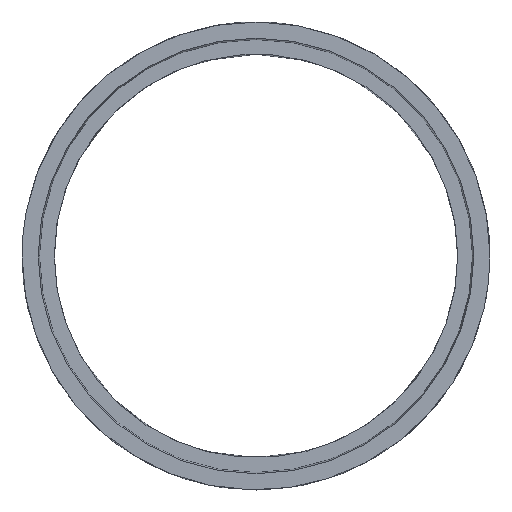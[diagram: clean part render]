
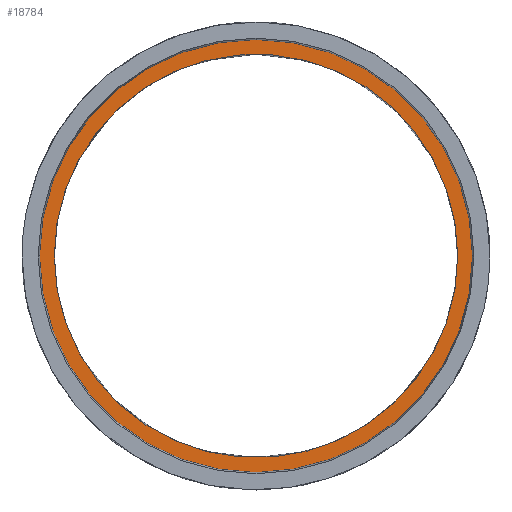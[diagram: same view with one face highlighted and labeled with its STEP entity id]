
A CAD part, top view. The second image highlights one B-rep face of the part: STEP entity #18784.
In plain terms, the highlighted planar face has unit normal (0, 0, 1).
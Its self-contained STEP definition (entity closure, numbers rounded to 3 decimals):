
#199 = PLANE ( 'NONE',  #16972 ) ;
#1135 = CARTESIAN_POINT ( 'NONE',  ( -670.978, 389.682, 250. ) ) ;
#1630 = ORIENTED_EDGE ( 'NONE', *, *, #19058, .T. ) ;
#2374 = CARTESIAN_POINT ( 'NONE',  ( -750., 0., 250. ) ) ;
#2926 = CIRCLE ( 'NONE', #14938, 805. ) ;
#3710 = CARTESIAN_POINT ( 'NONE',  ( 389.682, -670.978, 250. ) ) ;
#4361 = CARTESIAN_POINT ( 'NONE',  ( -750., 198.907, 250. ) ) ;
#4403 = B_SPLINE_CURVE_WITH_KNOTS ( 'NONE', 3,
 ( #12179, #15410, #12076, #20056, #5318, #18433, #3710, #10259, #18642, #16812, #7237, #11975, #17017, #14992 ),
 .UNSPECIFIED., .F., .F.,
 ( 4, 2, 2, 2, 1, 1, 1, 1, 4 ),
 ( 2.345, 2.931, 3.517, 4.103, 4.572, 4.601, 4.631, 4.66, 4.689 ),
 .UNSPECIFIED. ) ;
#4580 = CARTESIAN_POINT ( 'NONE',  ( 642.849, 417.811, 250. ) ) ;
#4721 = CARTESIAN_POINT ( 'NONE',  ( 750., 0., 250. ) ) ;
#5318 = CARTESIAN_POINT ( 'NONE',  ( -198.907, -750., 250. ) ) ;
#5930 = EDGE_LOOP ( 'NONE', ( #1630, #12667 ) ) ;
#5970 = CARTESIAN_POINT ( 'NONE',  ( 389.682, 670.978, 250. ) ) ;
#6099 = EDGE_CURVE ( 'NONE', #13130, #21103, #12030, .T. ) ;
#6187 = CARTESIAN_POINT ( 'NONE',  ( 749.605, 29.795, 250. ) ) ;
#6750 = CARTESIAN_POINT ( 'NONE',  ( 750., 0., 250. ) ) ;
#6988 = EDGE_CURVE ( 'NONE', #15169, #17806, #14329, .T. ) ;
#7237 = CARTESIAN_POINT ( 'NONE',  ( 747.84, -59.417, 250. ) ) ;
#7578 = CARTESIAN_POINT ( 'NONE',  ( 744.916, 88.853, 250. ) ) ;
#7691 = CARTESIAN_POINT ( 'NONE',  ( -750., 0., 250. ) ) ;
#7860 = CARTESIAN_POINT ( 'NONE',  ( 0., 0., 250. ) ) ;
#8688 = DIRECTION ( 'NONE',  ( 0., 0., -1. ) ) ;
#9301 = CARTESIAN_POINT ( 'NONE',  ( 198.907, 750., 250. ) ) ;
#9684 = EDGE_LOOP ( 'NONE', ( #18344, #18706 ) ) ;
#10259 = CARTESIAN_POINT ( 'NONE',  ( 642.849, -417.811, 250. ) ) ;
#10791 = CARTESIAN_POINT ( 'NONE',  ( 0., 0., 250. ) ) ;
#11134 = CARTESIAN_POINT ( 'NONE',  ( -389.682, 670.978, 250. ) ) ;
#11188 = DIRECTION ( 'NONE',  ( 0., 0., 1. ) ) ;
#11975 = CARTESIAN_POINT ( 'NONE',  ( 749.605, -29.795, 250. ) ) ;
#12030 = B_SPLINE_CURVE_WITH_KNOTS ( 'NONE', 3,
 ( #17247, #20926, #6187, #12746, #7578, #20705, #4580, #5970, #9301, #19081, #11134, #1135, #4361, #7691 ),
 .UNSPECIFIED., .F., .F.,
 ( 4, 1, 1, 1, 1, 2, 2, 2, 4 ),
 ( 0., 0.029, 0.059, 0.088, 0.117, 0.586, 1.172, 1.759, 2.345 ),
 .UNSPECIFIED. ) ;
#12076 = CARTESIAN_POINT ( 'NONE',  ( -670.978, -389.682, 250. ) ) ;
#12109 = CARTESIAN_POINT ( 'NONE',  ( 805., 0., 250. ) ) ;
#12179 = CARTESIAN_POINT ( 'NONE',  ( -750., 0., 250. ) ) ;
#12667 = ORIENTED_EDGE ( 'NONE', *, *, #6988, .T. ) ;
#12746 = CARTESIAN_POINT ( 'NONE',  ( 747.84, 59.417, 250. ) ) ;
#12946 = DIRECTION ( 'NONE',  ( 1., 0., 0. ) ) ;
#13130 = VERTEX_POINT ( 'NONE', #4721 ) ;
#13316 = DIRECTION ( 'NONE',  ( -1., 0., 0. ) ) ;
#14329 = CIRCLE ( 'NONE', #21203, 805. ) ;
#14920 = FACE_OUTER_BOUND ( 'NONE', #5930, .T. ) ;
#14938 = AXIS2_PLACEMENT_3D ( 'NONE', #10791, #17336, #12946 ) ;
#14992 = CARTESIAN_POINT ( 'NONE',  ( 750., 0., 250. ) ) ;
#15169 = VERTEX_POINT ( 'NONE', #15521 ) ;
#15410 = CARTESIAN_POINT ( 'NONE',  ( -750., -198.907, 250. ) ) ;
#15521 = CARTESIAN_POINT ( 'NONE',  ( -805., 0., 250. ) ) ;
#16812 = CARTESIAN_POINT ( 'NONE',  ( 744.916, -88.853, 250. ) ) ;
#16972 = AXIS2_PLACEMENT_3D ( 'NONE', #6750, #8688, #13316 ) ;
#17017 = CARTESIAN_POINT ( 'NONE',  ( 750., -9.945, 250. ) ) ;
#17247 = CARTESIAN_POINT ( 'NONE',  ( 750., 0., 250. ) ) ;
#17336 = DIRECTION ( 'NONE',  ( 0., 0., 1. ) ) ;
#17806 = VERTEX_POINT ( 'NONE', #12109 ) ;
#18344 = ORIENTED_EDGE ( 'NONE', *, *, #6099, .F. ) ;
#18433 = CARTESIAN_POINT ( 'NONE',  ( 198.907, -750., 250. ) ) ;
#18473 = FACE_BOUND ( 'NONE', #9684, .T. ) ;
#18642 = CARTESIAN_POINT ( 'NONE',  ( 720.494, -264.174, 250. ) ) ;
#18706 = ORIENTED_EDGE ( 'NONE', *, *, #20274, .F. ) ;
#18784 = ADVANCED_FACE ( 'NONE', ( #14920, #18473 ), #199, .F. ) ;
#19058 = EDGE_CURVE ( 'NONE', #17806, #15169, #2926, .T. ) ;
#19081 = CARTESIAN_POINT ( 'NONE',  ( -198.907, 750., 250. ) ) ;
#19679 = DIRECTION ( 'NONE',  ( 1., 0., 0. ) ) ;
#20056 = CARTESIAN_POINT ( 'NONE',  ( -389.682, -670.978, 250. ) ) ;
#20274 = EDGE_CURVE ( 'NONE', #21103, #13130, #4403, .T. ) ;
#20705 = CARTESIAN_POINT ( 'NONE',  ( 720.494, 264.174, 250. ) ) ;
#20926 = CARTESIAN_POINT ( 'NONE',  ( 750., 9.945, 250. ) ) ;
#21103 = VERTEX_POINT ( 'NONE', #2374 ) ;
#21203 = AXIS2_PLACEMENT_3D ( 'NONE', #7860, #11188, #19679 ) ;
